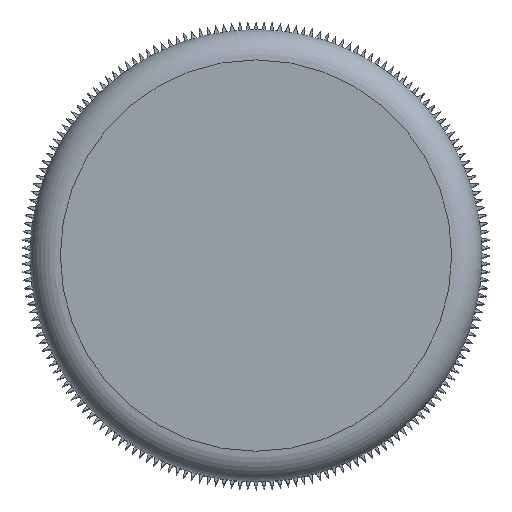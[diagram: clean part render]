
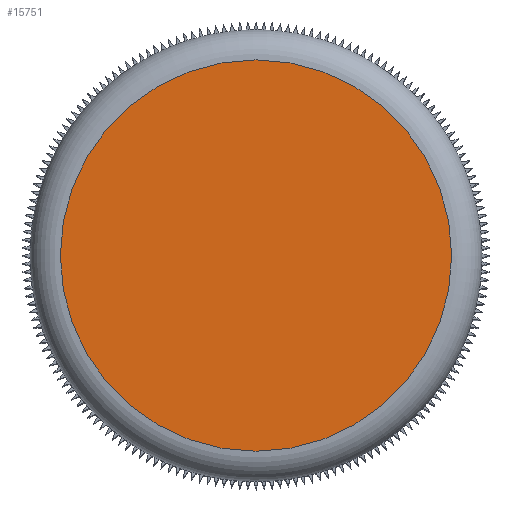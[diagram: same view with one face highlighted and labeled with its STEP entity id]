
A CAD part, top view. The second image highlights one B-rep face of the part: STEP entity #15751.
In plain terms, the highlighted planar face has unit normal (0, 0, 1).
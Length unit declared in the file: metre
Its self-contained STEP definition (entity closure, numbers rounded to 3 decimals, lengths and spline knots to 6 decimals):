
#553=CIRCLE('',#17033,0.0065);
#4700=ORIENTED_EDGE('',*,*,#8138,.T.);
#8138=EDGE_CURVE('',#9767,#9767,#553,.T.);
#9767=VERTEX_POINT('',#27160);
#13382=EDGE_LOOP('',(#4700));
#14294=FACE_BOUND('',#13382,.T.);
#14846=PLANE('',#17032);
#15751=ADVANCED_FACE('',(#14294),#14846,.T.);
#17032=AXIS2_PLACEMENT_3D('',#27158,#21007,#21008);
#17033=AXIS2_PLACEMENT_3D('',#27159,#21009,#21010);
#21007=DIRECTION('',(0.,0.,1.));
#21008=DIRECTION('',(1.,0.,0.));
#21009=DIRECTION('',(0.,0.,1.));
#21010=DIRECTION('',(1.,0.,0.));
#27158=CARTESIAN_POINT('',(0.344,-0.082,0.030138));
#27159=CARTESIAN_POINT('',(0.344,-0.082,0.030138));
#27160=CARTESIAN_POINT('',(0.3505,-0.082,0.030138));
